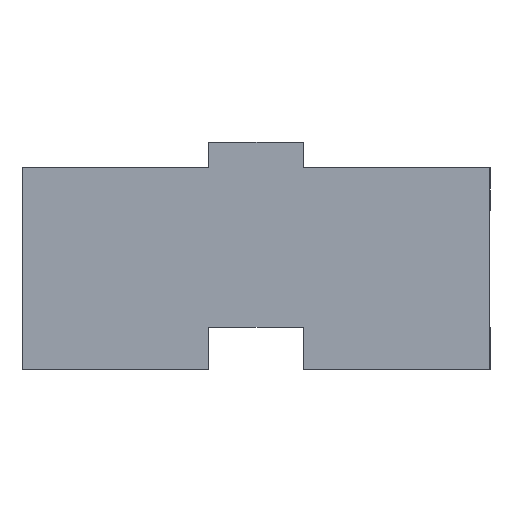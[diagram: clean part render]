
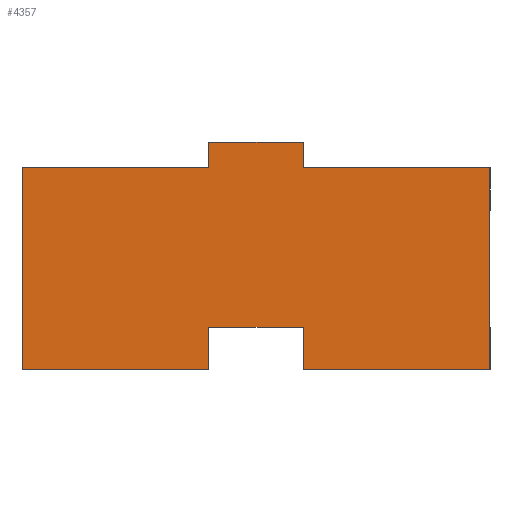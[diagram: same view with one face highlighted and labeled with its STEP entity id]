
A CAD part, front view. The second image highlights one B-rep face of the part: STEP entity #4357.
In plain terms, the highlighted planar face has unit normal (0, -1, 0).
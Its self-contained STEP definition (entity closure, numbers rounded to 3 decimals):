
#1789=EDGE_CURVE('',#4265,#4727,#5097,.T.);
#2055=VERTEX_POINT('',#5402);
#2231=EDGE_CURVE('',#4879,#4869,#5595,.T.);
#2353=EDGE_CURVE('',#4869,#4127,#5726,.T.);
#2465=EDGE_CURVE('',#4127,#2659,#5852,.T.);
#2659=VERTEX_POINT('',#6062);
#2663=EDGE_CURVE('',#3389,#3793,#6066,.T.);
#2977=EDGE_CURVE('',#2659,#4265,#6422,.T.);
#3033=VERTEX_POINT('',#6487);
#3255=VERTEX_POINT('',#6742);
#3341=EDGE_CURVE('',#3033,#3255,#6840,.T.);
#3369=EDGE_CURVE('',#3793,#4879,#6869,.T.);
#3389=VERTEX_POINT('',#6890);
#3587=VERTEX_POINT('',#7112);
#3793=VERTEX_POINT('',#7344);
#4127=VERTEX_POINT('',#7721);
#4265=VERTEX_POINT('',#7874);
#4357=ADVANCED_FACE('',(#7979),#7980,.T.);
#4475=EDGE_CURVE('',#3587,#2055,#8116,.T.);
#4601=EDGE_CURVE('',#4727,#3033,#8258,.T.);
#4625=EDGE_CURVE('',#2055,#3389,#8283,.T.);
#4683=EDGE_CURVE('',#3255,#3587,#8349,.T.);
#4727=VERTEX_POINT('',#8395);
#4869=VERTEX_POINT('',#8556);
#4879=VERTEX_POINT('',#8567);
#5097=LINE('',#8827,#8828);
#5402=CARTESIAN_POINT('',(-7.,-34.75,33.8));
#5595=LINE('',#9472,#9473);
#5726=LINE('',#9643,#9644);
#5852=LINE('',#9805,#9806);
#6062=CARTESIAN_POINT('',(7.,-34.75,6.3));
#6066=LINE('',#10093,#10094);
#6422=LINE('',#10547,#10548);
#6487=CARTESIAN_POINT('',(-34.75,-34.75,0.0));
#6742=CARTESIAN_POINT('',(-34.75,-34.75,30.0));
#6840=LINE('',#11080,#11081);
#6869=LINE('',#11121,#11122);
#6890=CARTESIAN_POINT('',(7.,-34.75,33.8));
#7112=CARTESIAN_POINT('',(-7.,-34.75,30.0));
#7344=CARTESIAN_POINT('',(7.,-34.75,30.0));
#7721=CARTESIAN_POINT('',(7.,-34.75,0.0));
#7874=CARTESIAN_POINT('',(-7.,-34.75,6.3));
#7979=FACE_OUTER_BOUND('',#12589,.T.);
#7980=PLANE('',#12590);
#8116=LINE('',#12758,#12759);
#8258=LINE('',#12948,#12949);
#8283=LINE('',#12985,#12986);
#8349=LINE('',#13070,#13071);
#8395=CARTESIAN_POINT('',(-7.,-34.75,0.0));
#8556=CARTESIAN_POINT('',(34.75,-34.75,0.0));
#8567=CARTESIAN_POINT('',(34.75,-34.75,30.0));
#8827=CARTESIAN_POINT('',(-7.,-34.75,0.0));
#8828=VECTOR('',#13638,1.0);
#9472=CARTESIAN_POINT('',(34.75,-34.75,0.0));
#9473=VECTOR('',#14326,1.0);
#9643=CARTESIAN_POINT('',(7.,-34.75,0.0));
#9644=VECTOR('',#14463,1.0);
#9805=CARTESIAN_POINT('',(7.,-34.75,6.3));
#9806=VECTOR('',#14641,1.0);
#10093=CARTESIAN_POINT('',(7.,-34.75,30.0));
#10094=VECTOR('',#14886,1.0);
#10547=CARTESIAN_POINT('',(-7.,-34.75,6.3));
#10548=VECTOR('',#15365,1.0);
#11080=CARTESIAN_POINT('',(-34.75,-34.75,30.0));
#11081=VECTOR('',#15985,1.0);
#11121=CARTESIAN_POINT('',(34.75,-34.75,30.0));
#11122=VECTOR('',#16014,1.0);
#12589=EDGE_LOOP('',(#17563,#17564,#17565,#17566,#17567,#17568,#17569,#17570,#17571,#17572,#17573,#17574));
#12590=AXIS2_PLACEMENT_3D('',#17575,#17576,#17577);
#12758=CARTESIAN_POINT('',(-7.,-34.75,33.8));
#12759=VECTOR('',#17785,1.0);
#12948=CARTESIAN_POINT('',(-34.75,-34.75,0.0));
#12949=VECTOR('',#17997,1.0);
#12985=CARTESIAN_POINT('',(7.,-34.75,33.8));
#12986=VECTOR('',#18026,1.0);
#13070=CARTESIAN_POINT('',(-7.,-34.75,30.0));
#13071=VECTOR('',#18122,1.0);
#13638=DIRECTION('',(0.0,0.,-1.0));
#14326=DIRECTION('',(0.0,0.,-1.0));
#14463=DIRECTION('',(-1.0,0.0,0.0));
#14641=DIRECTION('',(0.0,0.,1.0));
#14886=DIRECTION('',(0.0,0.,-1.0));
#15365=DIRECTION('',(-1.0,0.0,0.0));
#15985=DIRECTION('',(0.0,0.,1.0));
#16014=DIRECTION('',(1.0,0.0,0.0));
#17563=ORIENTED_EDGE('',*,*,#2353,.F.);
#17564=ORIENTED_EDGE('',*,*,#2231,.F.);
#17565=ORIENTED_EDGE('',*,*,#3369,.F.);
#17566=ORIENTED_EDGE('',*,*,#2663,.F.);
#17567=ORIENTED_EDGE('',*,*,#4625,.F.);
#17568=ORIENTED_EDGE('',*,*,#4475,.F.);
#17569=ORIENTED_EDGE('',*,*,#4683,.F.);
#17570=ORIENTED_EDGE('',*,*,#3341,.F.);
#17571=ORIENTED_EDGE('',*,*,#4601,.F.);
#17572=ORIENTED_EDGE('',*,*,#1789,.F.);
#17573=ORIENTED_EDGE('',*,*,#2977,.F.);
#17574=ORIENTED_EDGE('',*,*,#2465,.F.);
#17575=CARTESIAN_POINT('',(0.,-34.75,15.55));
#17576=DIRECTION('',(0.0,-1.0,0.));
#17577=DIRECTION('',(1.0,0.0,0.0));
#17785=DIRECTION('',(0.0,0.,1.0));
#17997=DIRECTION('',(-1.0,0.0,0.0));
#18026=DIRECTION('',(1.0,0.0,0.0));
#18122=DIRECTION('',(1.0,0.0,0.0));
